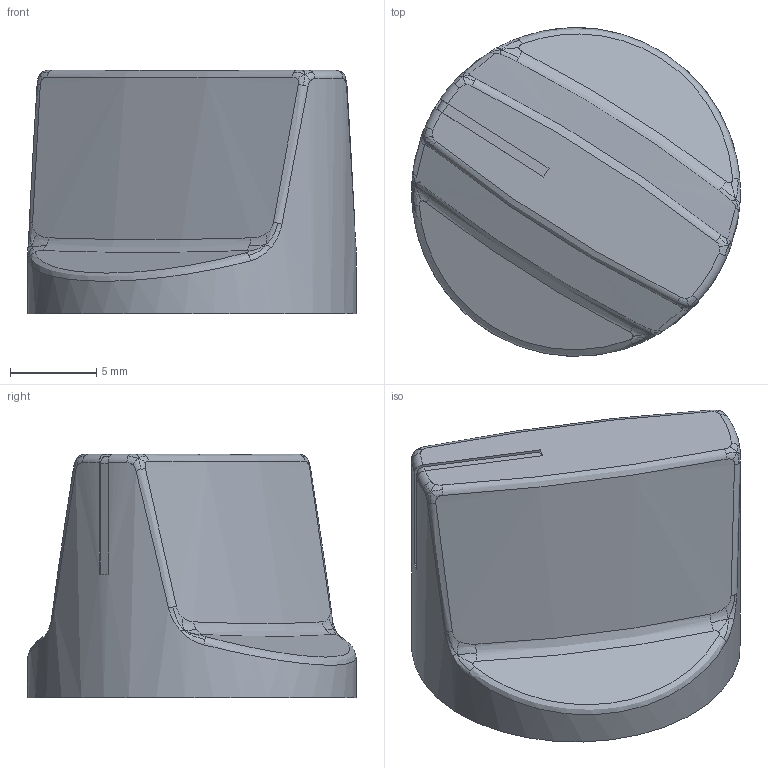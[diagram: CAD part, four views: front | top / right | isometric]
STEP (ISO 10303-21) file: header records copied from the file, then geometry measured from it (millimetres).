
FILE_DESCRIPTION(/* description */ ('Davies 1510 knob (cream). License: CC BY-SA 4.0.'),/* implementation_level */ '2;1');
FILE_NAME(/* name */ 'Davies_1900h_cream.step',/* time_stamp */ '2021-02-22T20:23:02+01:00',/* author */ (''),/* organization */ ('Bad Pixel'),/* preprocessor_version */ 'ST-DEVELOPER v18.1',/* originating_system */ 'Autodesk Translation Framework v9.7.1.1290',/* authorisation */ '');
FILE_SCHEMA (('AUTOMOTIVE_DESIGN { 1 0 10303 214 3 1 1 }'));
Length unit declared in the file: millimetre
Products named in the file (1): Davies 1510 knob
Bounding box: 19.1 x 19.09 x 14.15 mm (x, y, z)
Volume: 1101.2 mm3; surface area: 1644 mm2
Topology: 1 solids, 1 shells, 87 faces, 240 edges, 156 vertices
Faces by surface type: bspline 60, plane 17, cylinder 7, torus 3
Full cylindrical faces by diameter (mm): 16.3 x1, 19.1 x1
Entity records: 7741 total; most frequent: CARTESIAN_POINT 5824, ORIENTED_EDGE 480, DIRECTION 255, EDGE_CURVE 240, VERTEX_POINT 156, B_SPLINE_CURVE_WITH_KNOTS 126, AXIS2_PLACEMENT_3D 113, EDGE_LOOP 88
